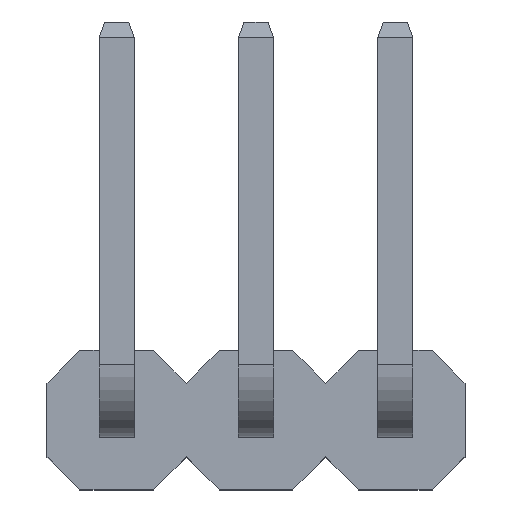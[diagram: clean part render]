
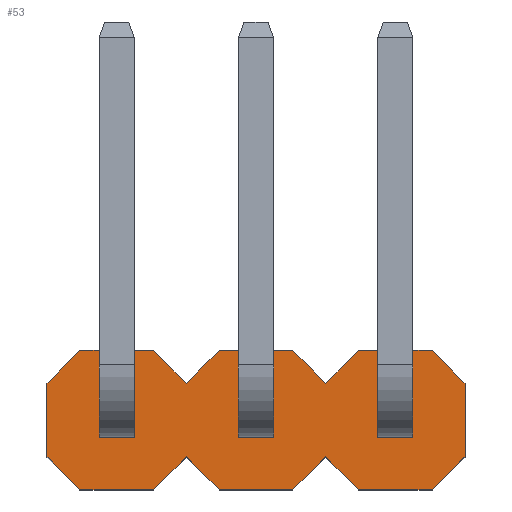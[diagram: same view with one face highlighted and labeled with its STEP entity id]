
A CAD part, top view. The second image highlights one B-rep face of the part: STEP entity #53.
In plain terms, the highlighted planar face has unit normal (0, 0, 1).
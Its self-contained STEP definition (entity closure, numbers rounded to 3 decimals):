
#53=ADVANCED_FACE('',(#953,#955,#957,#959),#961,.T.);
#953=FACE_BOUND('',#954,.T.);
#954=EDGE_LOOP('',(#1665,#1666,#1667,#1668,#1669,#1670,#1671,#1672,#1673,#1674,#1675,
#1676,#1677,#1678,#1679,#1680,#1681,#1682,#1683,#1684));
#955=FACE_BOUND('',#956,.T.);
#956=EDGE_LOOP('',(#1685,#1686,#1687,#1688));
#957=FACE_BOUND('',#958,.T.);
#958=EDGE_LOOP('',(#1689,#1690,#1691,#1692));
#959=FACE_BOUND('',#960,.T.);
#960=EDGE_LOOP('',(#1693,#1694,#1695,#1696));
#961=PLANE('',#962);
#962=AXIS2_PLACEMENT_3D('',#963,#964,#965);
#963=CARTESIAN_POINT('',(0.,0.,2.5));
#964=DIRECTION('',(0.,0.,1.));
#965=DIRECTION('',(1.,0.,0.));
#1665=ORIENTED_EDGE('',*,*,#2169,.T.);
#1666=ORIENTED_EDGE('',*,*,#2170,.T.);
#1667=ORIENTED_EDGE('',*,*,#2171,.T.);
#1668=ORIENTED_EDGE('',*,*,#2172,.T.);
#1669=ORIENTED_EDGE('',*,*,#2173,.T.);
#1670=ORIENTED_EDGE('',*,*,#2174,.T.);
#1671=ORIENTED_EDGE('',*,*,#2175,.T.);
#1672=ORIENTED_EDGE('',*,*,#2176,.T.);
#1673=ORIENTED_EDGE('',*,*,#2177,.T.);
#1674=ORIENTED_EDGE('',*,*,#2178,.T.);
#1675=ORIENTED_EDGE('',*,*,#2179,.T.);
#1676=ORIENTED_EDGE('',*,*,#2180,.T.);
#1677=ORIENTED_EDGE('',*,*,#2181,.T.);
#1678=ORIENTED_EDGE('',*,*,#2182,.T.);
#1679=ORIENTED_EDGE('',*,*,#2183,.T.);
#1680=ORIENTED_EDGE('',*,*,#2184,.T.);
#1681=ORIENTED_EDGE('',*,*,#2185,.T.);
#1682=ORIENTED_EDGE('',*,*,#2186,.T.);
#1683=ORIENTED_EDGE('',*,*,#2187,.T.);
#1684=ORIENTED_EDGE('',*,*,#2188,.T.);
#1685=ORIENTED_EDGE('',*,*,#2189,.F.);
#1686=ORIENTED_EDGE('',*,*,#2190,.F.);
#1687=ORIENTED_EDGE('',*,*,#2191,.F.);
#1688=ORIENTED_EDGE('',*,*,#2192,.F.);
#1689=ORIENTED_EDGE('',*,*,#2193,.F.);
#1690=ORIENTED_EDGE('',*,*,#2194,.F.);
#1691=ORIENTED_EDGE('',*,*,#2195,.F.);
#1692=ORIENTED_EDGE('',*,*,#2196,.F.);
#1693=ORIENTED_EDGE('',*,*,#2197,.F.);
#1694=ORIENTED_EDGE('',*,*,#2198,.F.);
#1695=ORIENTED_EDGE('',*,*,#2199,.F.);
#1696=ORIENTED_EDGE('',*,*,#2200,.F.);
#2169=EDGE_CURVE('',#2421,#2422,#2423,.T.);
#2170=EDGE_CURVE('',#2422,#2424,#2425,.T.);
#2171=EDGE_CURVE('',#2424,#2426,#2427,.T.);
#2172=EDGE_CURVE('',#2426,#2428,#2429,.T.);
#2173=EDGE_CURVE('',#2428,#2430,#2431,.T.);
#2174=EDGE_CURVE('',#2430,#2432,#2433,.T.);
#2175=EDGE_CURVE('',#2432,#2434,#2435,.T.);
#2176=EDGE_CURVE('',#2434,#2436,#2437,.T.);
#2177=EDGE_CURVE('',#2436,#2438,#2439,.T.);
#2178=EDGE_CURVE('',#2438,#2440,#2441,.T.);
#2179=EDGE_CURVE('',#2440,#2442,#2443,.T.);
#2180=EDGE_CURVE('',#2442,#2444,#2445,.T.);
#2181=EDGE_CURVE('',#2444,#2446,#2447,.T.);
#2182=EDGE_CURVE('',#2446,#2448,#2449,.T.);
#2183=EDGE_CURVE('',#2448,#2450,#2451,.T.);
#2184=EDGE_CURVE('',#2450,#2452,#2453,.T.);
#2185=EDGE_CURVE('',#2452,#2454,#2455,.T.);
#2186=EDGE_CURVE('',#2454,#2456,#2457,.T.);
#2187=EDGE_CURVE('',#2456,#2458,#2459,.T.);
#2188=EDGE_CURVE('',#2458,#2421,#2460,.T.);
#2189=EDGE_CURVE('',#2461,#2462,#2463,.T.);
#2190=EDGE_CURVE('',#2464,#2461,#2465,.T.);
#2191=EDGE_CURVE('',#2466,#2464,#2467,.T.);
#2192=EDGE_CURVE('',#2462,#2466,#2468,.T.);
#2193=EDGE_CURVE('',#2469,#2470,#2471,.T.);
#2194=EDGE_CURVE('',#2472,#2469,#2473,.T.);
#2195=EDGE_CURVE('',#2474,#2472,#2475,.T.);
#2196=EDGE_CURVE('',#2470,#2474,#2476,.T.);
#2197=EDGE_CURVE('',#2477,#2478,#2479,.T.);
#2198=EDGE_CURVE('',#2480,#2477,#2481,.T.);
#2199=EDGE_CURVE('',#2482,#2480,#2483,.T.);
#2200=EDGE_CURVE('',#2478,#2482,#2484,.T.);
#2421=VERTEX_POINT('',#2833);
#2422=VERTEX_POINT('',#2834);
#2423=LINE('',#2835,#2836);
#2424=VERTEX_POINT('',#2838);
#2425=LINE('',#2839,#2840);
#2426=VERTEX_POINT('',#2842);
#2427=LINE('',#2843,#2844);
#2428=VERTEX_POINT('',#2846);
#2429=LINE('',#2847,#2848);
#2430=VERTEX_POINT('',#2850);
#2431=LINE('',#2851,#2852);
#2432=VERTEX_POINT('',#2854);
#2433=LINE('',#2855,#2856);
#2434=VERTEX_POINT('',#2858);
#2435=LINE('',#2859,#2860);
#2436=VERTEX_POINT('',#2862);
#2437=LINE('',#2863,#2864);
#2438=VERTEX_POINT('',#2866);
#2439=LINE('',#2867,#2868);
#2440=VERTEX_POINT('',#2870);
#2441=LINE('',#2871,#2872);
#2442=VERTEX_POINT('',#2874);
#2443=LINE('',#2875,#2876);
#2444=VERTEX_POINT('',#2878);
#2445=LINE('',#2879,#2880);
#2446=VERTEX_POINT('',#2882);
#2447=LINE('',#2883,#2884);
#2448=VERTEX_POINT('',#2886);
#2449=LINE('',#2887,#2888);
#2450=VERTEX_POINT('',#2890);
#2451=LINE('',#2891,#2892);
#2452=VERTEX_POINT('',#2894);
#2453=LINE('',#2895,#2896);
#2454=VERTEX_POINT('',#2898);
#2455=LINE('',#2899,#2900);
#2456=VERTEX_POINT('',#2902);
#2457=LINE('',#2903,#2904);
#2458=VERTEX_POINT('',#2906);
#2459=LINE('',#2907,#2908);
#2460=LINE('',#2910,#2911);
#2461=VERTEX_POINT('',#2913);
#2462=VERTEX_POINT('',#2914);
#2463=LINE('',#2915,#2916);
#2464=VERTEX_POINT('',#2918);
#2465=LINE('',#2919,#2920);
#2466=VERTEX_POINT('',#2922);
#2467=LINE('',#2923,#2924);
#2468=LINE('',#2926,#2927);
#2469=VERTEX_POINT('',#2929);
#2470=VERTEX_POINT('',#2930);
#2471=LINE('',#2931,#2932);
#2472=VERTEX_POINT('',#2934);
#2473=LINE('',#2935,#2936);
#2474=VERTEX_POINT('',#2938);
#2475=LINE('',#2939,#2940);
#2476=LINE('',#2942,#2943);
#2477=VERTEX_POINT('',#2945);
#2478=VERTEX_POINT('',#2946);
#2479=LINE('',#2947,#2948);
#2480=VERTEX_POINT('',#2950);
#2481=LINE('',#2951,#2952);
#2482=VERTEX_POINT('',#2954);
#2483=LINE('',#2955,#2956);
#2484=LINE('',#2958,#2959);
#2833=CARTESIAN_POINT('',(0.67,-1.27,2.5));
#2834=CARTESIAN_POINT('',(1.27,-0.67,2.5));
#2835=CARTESIAN_POINT('',(0.67,-1.27,2.5));
#2836=VECTOR('',#2837,1.);
#2837=DIRECTION('',(0.707,0.707,0.));
#2838=CARTESIAN_POINT('',(1.87,-1.27,2.5));
#2839=CARTESIAN_POINT('',(1.27,-0.67,2.5));
#2840=VECTOR('',#2841,1.);
#2841=DIRECTION('',(0.707,-0.707,0.));
#2842=CARTESIAN_POINT('',(3.21,-1.27,2.5));
#2843=CARTESIAN_POINT('',(1.87,-1.27,2.5));
#2844=VECTOR('',#2845,1.);
#2845=DIRECTION('',(1.,0.,0.));
#2846=CARTESIAN_POINT('',(3.81,-0.67,2.5));
#2847=CARTESIAN_POINT('',(3.21,-1.27,2.5));
#2848=VECTOR('',#2849,1.);
#2849=DIRECTION('',(0.707,0.707,0.));
#2850=CARTESIAN_POINT('',(4.41,-1.27,2.5));
#2851=CARTESIAN_POINT('',(3.81,-0.67,2.5));
#2852=VECTOR('',#2853,1.);
#2853=DIRECTION('',(0.707,-0.707,0.));
#2854=CARTESIAN_POINT('',(5.75,-1.27,2.5));
#2855=CARTESIAN_POINT('',(4.41,-1.27,2.5));
#2856=VECTOR('',#2857,1.);
#2857=DIRECTION('',(1.,0.,0.));
#2858=CARTESIAN_POINT('',(6.35,-0.67,2.5));
#2859=CARTESIAN_POINT('',(5.75,-1.27,2.5));
#2860=VECTOR('',#2861,1.);
#2861=DIRECTION('',(0.707,0.707,0.));
#2862=CARTESIAN_POINT('',(6.35,0.67,2.5));
#2863=CARTESIAN_POINT('',(6.35,-0.67,2.5));
#2864=VECTOR('',#2865,1.);
#2865=DIRECTION('',(0.,1.,0.));
#2866=CARTESIAN_POINT('',(5.75,1.27,2.5));
#2867=CARTESIAN_POINT('',(6.35,0.67,2.5));
#2868=VECTOR('',#2869,1.);
#2869=DIRECTION('',(-0.707,0.707,0.));
#2870=CARTESIAN_POINT('',(4.41,1.27,2.5));
#2871=CARTESIAN_POINT('',(5.75,1.27,2.5));
#2872=VECTOR('',#2873,1.);
#2873=DIRECTION('',(-1.,0.,0.));
#2874=CARTESIAN_POINT('',(3.81,0.67,2.5));
#2875=CARTESIAN_POINT('',(4.41,1.27,2.5));
#2876=VECTOR('',#2877,1.);
#2877=DIRECTION('',(-0.707,-0.707,0.));
#2878=CARTESIAN_POINT('',(3.21,1.27,2.5));
#2879=CARTESIAN_POINT('',(3.81,0.67,2.5));
#2880=VECTOR('',#2881,1.);
#2881=DIRECTION('',(-0.707,0.707,0.));
#2882=CARTESIAN_POINT('',(1.87,1.27,2.5));
#2883=CARTESIAN_POINT('',(3.21,1.27,2.5));
#2884=VECTOR('',#2885,1.);
#2885=DIRECTION('',(-1.,0.,0.));
#2886=CARTESIAN_POINT('',(1.27,0.67,2.5));
#2887=CARTESIAN_POINT('',(1.87,1.27,2.5));
#2888=VECTOR('',#2889,1.);
#2889=DIRECTION('',(-0.707,-0.707,0.));
#2890=CARTESIAN_POINT('',(0.67,1.27,2.5));
#2891=CARTESIAN_POINT('',(1.27,0.67,2.5));
#2892=VECTOR('',#2893,1.);
#2893=DIRECTION('',(-0.707,0.707,0.));
#2894=CARTESIAN_POINT('',(-0.67,1.27,2.5));
#2895=CARTESIAN_POINT('',(0.67,1.27,2.5));
#2896=VECTOR('',#2897,1.);
#2897=DIRECTION('',(-1.,0.,0.));
#2898=CARTESIAN_POINT('',(-1.27,0.67,2.5));
#2899=CARTESIAN_POINT('',(-0.67,1.27,2.5));
#2900=VECTOR('',#2901,1.);
#2901=DIRECTION('',(-0.707,-0.707,0.));
#2902=CARTESIAN_POINT('',(-1.27,-0.67,2.5));
#2903=CARTESIAN_POINT('',(-1.27,0.67,2.5));
#2904=VECTOR('',#2905,1.);
#2905=DIRECTION('',(0.,-1.,0.));
#2906=CARTESIAN_POINT('',(-0.67,-1.27,2.5));
#2907=CARTESIAN_POINT('',(-1.27,-0.67,2.5));
#2908=VECTOR('',#2909,1.);
#2909=DIRECTION('',(0.707,-0.707,0.));
#2910=CARTESIAN_POINT('',(-0.67,-1.27,2.5));
#2911=VECTOR('',#2912,1.);
#2912=DIRECTION('',(1.,0.,0.));
#2913=CARTESIAN_POINT('',(2.86,0.32,2.5));
#2914=CARTESIAN_POINT('',(2.22,0.32,2.5));
#2915=CARTESIAN_POINT('',(2.86,0.32,2.5));
#2916=VECTOR('',#2917,1.);
#2917=DIRECTION('',(-1.,0.,0.));
#2918=CARTESIAN_POINT('',(2.86,-0.32,2.5));
#2919=CARTESIAN_POINT('',(2.86,-0.32,2.5));
#2920=VECTOR('',#2921,1.);
#2921=DIRECTION('',(0.,1.,0.));
#2922=CARTESIAN_POINT('',(2.22,-0.32,2.5));
#2923=CARTESIAN_POINT('',(2.22,-0.32,2.5));
#2924=VECTOR('',#2925,1.);
#2925=DIRECTION('',(1.,0.,0.));
#2926=CARTESIAN_POINT('',(2.22,0.32,2.5));
#2927=VECTOR('',#2928,1.);
#2928=DIRECTION('',(0.,-1.,0.));
#2929=CARTESIAN_POINT('',(5.4,0.32,2.5));
#2930=CARTESIAN_POINT('',(4.76,0.32,2.5));
#2931=CARTESIAN_POINT('',(5.4,0.32,2.5));
#2932=VECTOR('',#2933,1.);
#2933=DIRECTION('',(-1.,0.,0.));
#2934=CARTESIAN_POINT('',(5.4,-0.32,2.5));
#2935=CARTESIAN_POINT('',(5.4,-0.32,2.5));
#2936=VECTOR('',#2937,1.);
#2937=DIRECTION('',(0.,1.,0.));
#2938=CARTESIAN_POINT('',(4.76,-0.32,2.5));
#2939=CARTESIAN_POINT('',(4.76,-0.32,2.5));
#2940=VECTOR('',#2941,1.);
#2941=DIRECTION('',(1.,0.,0.));
#2942=CARTESIAN_POINT('',(4.76,0.32,2.5));
#2943=VECTOR('',#2944,1.);
#2944=DIRECTION('',(0.,-1.,0.));
#2945=CARTESIAN_POINT('',(0.32,0.32,2.5));
#2946=CARTESIAN_POINT('',(-0.32,0.32,2.5));
#2947=CARTESIAN_POINT('',(0.32,0.32,2.5));
#2948=VECTOR('',#2949,1.);
#2949=DIRECTION('',(-1.,0.,0.));
#2950=CARTESIAN_POINT('',(0.32,-0.32,2.5));
#2951=CARTESIAN_POINT('',(0.32,-0.32,2.5));
#2952=VECTOR('',#2953,1.);
#2953=DIRECTION('',(0.,1.,0.));
#2954=CARTESIAN_POINT('',(-0.32,-0.32,2.5));
#2955=CARTESIAN_POINT('',(-0.32,-0.32,2.5));
#2956=VECTOR('',#2957,1.);
#2957=DIRECTION('',(1.,0.,0.));
#2958=CARTESIAN_POINT('',(-0.32,0.32,2.5));
#2959=VECTOR('',#2960,1.);
#2960=DIRECTION('',(0.,-1.,0.));
